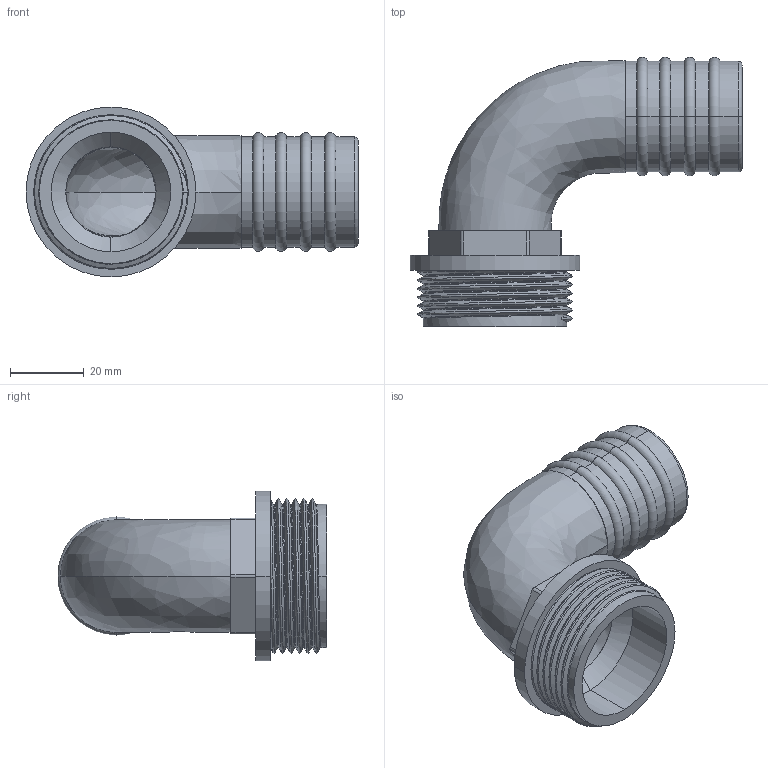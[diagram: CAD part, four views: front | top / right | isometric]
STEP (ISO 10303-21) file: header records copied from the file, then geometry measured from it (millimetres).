
FILE_DESCRIPTION (( 'STEP AP203' ), '1' );
FILE_NAME ('00131_0932.STEP', '2017-05-10T13:11:05', ( '' ), ( '' ), 'SwSTEP 2.0', 'SolidWorks 2011', '' );
FILE_SCHEMA (( 'CONFIG_CONTROL_DESIGN' ));
Length unit declared in the file: millimetre
Products named in the file (1): 00131_0932
Bounding box: 90.25 x 73.14 x 46.2 mm (x, y, z)
Volume: 37409.1 mm3; surface area: 24056.4 mm2
Topology: 1 solids, 1 shells, 75 faces, 177 edges, 108 vertices
Faces by surface type: cylinder 33, plane 16, torus 13, bspline 9, cone 4
Entity records: 7088 total; most frequent: CARTESIAN_POINT 5397, ORIENTED_EDGE 354, DIRECTION 325, EDGE_CURVE 177, AXIS2_PLACEMENT_3D 135, VERTEX_POINT 108, EDGE_LOOP 81, FACE_OUTER_BOUND 75
